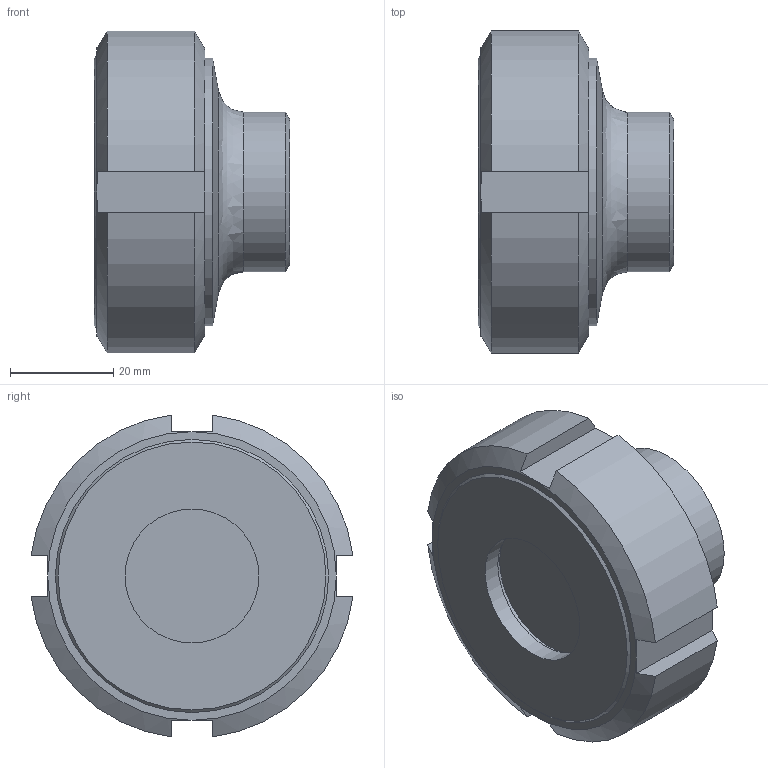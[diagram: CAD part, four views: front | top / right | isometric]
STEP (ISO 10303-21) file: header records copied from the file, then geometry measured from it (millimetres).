
FILE_DESCRIPTION((''),'2;1');
FILE_NAME('62100025X200.stp','2010-10-29T12:42:56',('Creator'),(''),'Autodesk Inventor 2010','Autodesk Inventor 2010','');
FILE_SCHEMA(('AUTOMOTIVE_DESIGN { 1 0 10303 214 1 1 1 1 }'));
Length unit declared in the file: millimetre
Products named in the file (1): 62100025X200
Bounding box: 38 x 62.49 x 62.49 mm (x, y, z)
Volume: 60627.7 mm3; surface area: 20069.7 mm2
Topology: 1 solids, 4 shells, 61 faces, 126 edges, 80 vertices
Faces by surface type: plane 27, cylinder 17, cone 14, torus 2, bspline 1
Full cylindrical faces by diameter (mm): 26 x2, 26.5 x1, 27 x1, 30 x1, 31 x1, 39.8 x1, 40 x1, 45 x1, 45.5 x1, 50 x1, 52 x1, 52.4 x1
Entity records: 1513 total; most frequent: CARTESIAN_POINT 344, DIRECTION 240, ORIENTED_EDGE 198, AXIS2_PLACEMENT_3D 112, EDGE_CURVE 99, EDGE_LOOP 96, VERTEX_POINT 75, FACE_OUTER_BOUND 61
